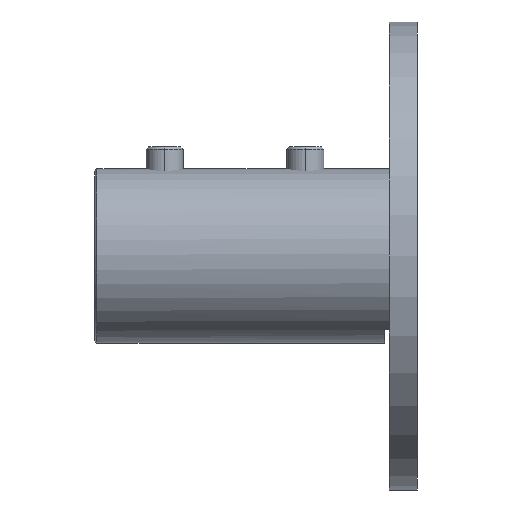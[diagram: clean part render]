
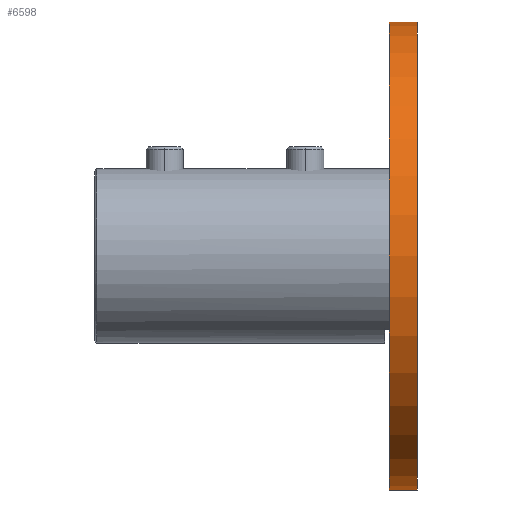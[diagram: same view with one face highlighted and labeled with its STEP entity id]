
A CAD part, left-side view. The second image highlights one B-rep face of the part: STEP entity #6598.
In plain terms, the highlighted cylindrical face has radius 50 mm (diameter 100 mm), a partial arc.
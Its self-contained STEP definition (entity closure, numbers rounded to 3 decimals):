
#344 = VERTEX_POINT ( 'NONE', #8796 ) ;
#1066 = CIRCLE ( 'NONE', #6337, 50. ) ;
#1265 = DIRECTION ( 'NONE',  ( 0., -1., 0. ) ) ;
#1572 = CARTESIAN_POINT ( 'NONE',  ( 0., 6., 0. ) ) ;
#1763 = DIRECTION ( 'NONE',  ( 0., -1., 0. ) ) ;
#2261 = DIRECTION ( 'NONE',  ( 0., 0., 1. ) ) ;
#2867 = CARTESIAN_POINT ( 'NONE',  ( 0., 6., 50. ) ) ;
#3593 = VERTEX_POINT ( 'NONE', #7903 ) ;
#3821 = EDGE_CURVE ( 'NONE', #11953, #13944, #10000, .T. ) ;
#4726 = VECTOR ( 'NONE', #1265, 1000. ) ;
#4781 = DIRECTION ( 'NONE',  ( 0., 1., 0. ) ) ;
#5698 = CYLINDRICAL_SURFACE ( 'NONE', #13315, 50. ) ;
#5964 = CARTESIAN_POINT ( 'NONE',  ( 0., 0., -50. ) ) ;
#6337 = AXIS2_PLACEMENT_3D ( 'NONE', #15843, #13455, #2261 ) ;
#6598 = ADVANCED_FACE ( 'NONE', ( #8397 ), #5698, .T. ) ;
#6754 = DIRECTION ( 'NONE',  ( 0., 0., -1. ) ) ;
#6978 = EDGE_LOOP ( 'NONE', ( #8154, #11788, #8391, #9325 ) ) ;
#7071 = VECTOR ( 'NONE', #1763, 1000. ) ;
#7345 = CARTESIAN_POINT ( 'NONE',  ( 0., 6., -50. ) ) ;
#7903 = CARTESIAN_POINT ( 'NONE',  ( 0., 6., 50. ) ) ;
#8154 = ORIENTED_EDGE ( 'NONE', *, *, #15502, .F. ) ;
#8391 = ORIENTED_EDGE ( 'NONE', *, *, #3821, .T. ) ;
#8397 = FACE_OUTER_BOUND ( 'NONE', #6978, .T. ) ;
#8796 = CARTESIAN_POINT ( 'NONE',  ( 0., 0., 50. ) ) ;
#9134 = AXIS2_PLACEMENT_3D ( 'NONE', #13493, #4781, #12241 ) ;
#9325 = ORIENTED_EDGE ( 'NONE', *, *, #14663, .T. ) ;
#9635 = CIRCLE ( 'NONE', #9134, 50. ) ;
#10000 = LINE ( 'NONE', #7345, #4726 ) ;
#11736 = DIRECTION ( 'NONE',  ( 0., -1., 0. ) ) ;
#11783 = LINE ( 'NONE', #2867, #7071 ) ;
#11788 = ORIENTED_EDGE ( 'NONE', *, *, #11998, .F. ) ;
#11920 = CARTESIAN_POINT ( 'NONE',  ( 0., 6., -50. ) ) ;
#11953 = VERTEX_POINT ( 'NONE', #11920 ) ;
#11998 = EDGE_CURVE ( 'NONE', #11953, #3593, #9635, .T. ) ;
#12241 = DIRECTION ( 'NONE',  ( 0., 0., 1. ) ) ;
#13315 = AXIS2_PLACEMENT_3D ( 'NONE', #1572, #11736, #6754 ) ;
#13455 = DIRECTION ( 'NONE',  ( 0., 1., 0. ) ) ;
#13493 = CARTESIAN_POINT ( 'NONE',  ( 0., 6., 0. ) ) ;
#13944 = VERTEX_POINT ( 'NONE', #5964 ) ;
#14663 = EDGE_CURVE ( 'NONE', #13944, #344, #1066, .T. ) ;
#15502 = EDGE_CURVE ( 'NONE', #3593, #344, #11783, .T. ) ;
#15843 = CARTESIAN_POINT ( 'NONE',  ( 0., 0., 0. ) ) ;
